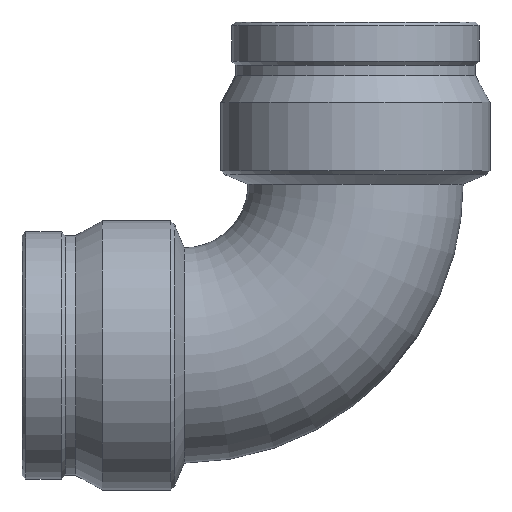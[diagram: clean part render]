
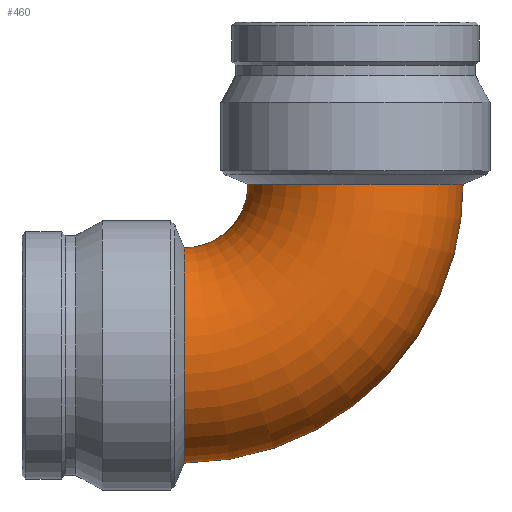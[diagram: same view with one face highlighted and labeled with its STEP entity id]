
A CAD part, front view. The second image highlights one B-rep face of the part: STEP entity #460.
In plain terms, the highlighted toroidal (fillet/blend) face has major radius 91.07 mm and minor radius 57.2 mm.
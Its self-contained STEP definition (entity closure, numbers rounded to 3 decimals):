
#64=FACE_BOUND('',#152,.T.);
#106=FACE_OUTER_BOUND('',#151,.T.);
#151=EDGE_LOOP('',(#367));
#152=EDGE_LOOP('',(#368));
#237=CIRCLE('',#509,57.2);
#238=CIRCLE('',#510,57.2);
#277=VERTEX_POINT('',#766);
#278=VERTEX_POINT('',#768);
#321=EDGE_CURVE('',#277,#277,#237,.T.);
#322=EDGE_CURVE('',#278,#278,#238,.T.);
#367=ORIENTED_EDGE('',*,*,#321,.F.);
#368=ORIENTED_EDGE('',*,*,#322,.F.);
#458=TOROIDAL_SURFACE('',#508,91.07,57.2);
#460=ADVANCED_FACE('',(#106,#64),#458,.T.);
#508=AXIS2_PLACEMENT_3D('',#765,#597,#598);
#509=AXIS2_PLACEMENT_3D('',#767,#599,#600);
#510=AXIS2_PLACEMENT_3D('',#769,#601,#602);
#597=DIRECTION('center_axis',(0.,-1.,0.));
#598=DIRECTION('ref_axis',(0.,0.,-1.));
#599=DIRECTION('center_axis',(0.,0.,1.));
#600=DIRECTION('ref_axis',(0.,-1.,0.));
#601=DIRECTION('center_axis',(-1.,0.,0.));
#602=DIRECTION('ref_axis',(0.,-1.,0.));
#765=CARTESIAN_POINT('Origin',(-91.07,0.,91.07));
#766=CARTESIAN_POINT('',(0.,57.2,91.07));
#767=CARTESIAN_POINT('Origin',(0.,0.,91.07));
#768=CARTESIAN_POINT('',(-91.07,0.,-57.2));
#769=CARTESIAN_POINT('Origin',(-91.07,0.,0.));
